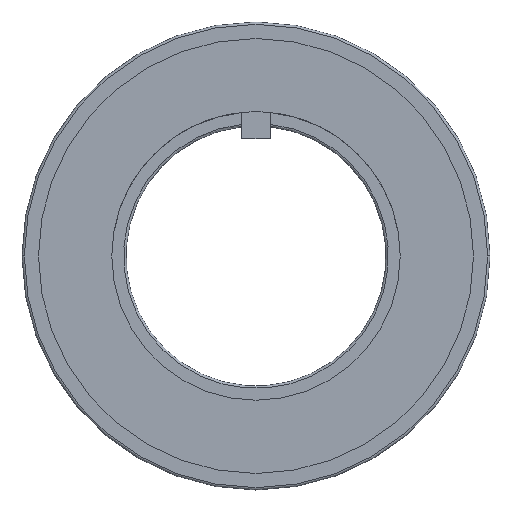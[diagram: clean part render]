
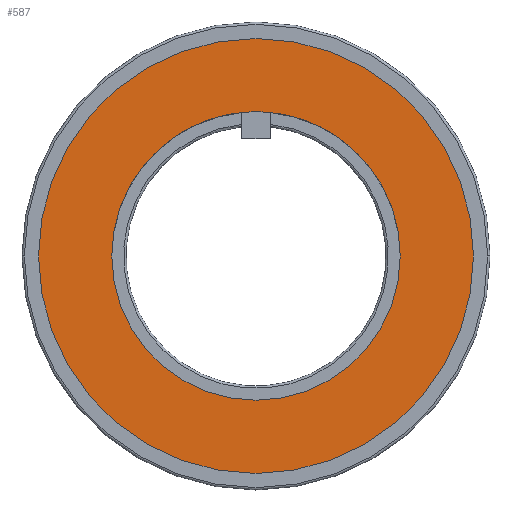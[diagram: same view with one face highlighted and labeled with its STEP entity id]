
A CAD part, front view. The second image highlights one B-rep face of the part: STEP entity #587.
In plain terms, the highlighted planar face has unit normal (0, -1, 0).
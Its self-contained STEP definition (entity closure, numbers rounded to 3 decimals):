
#150=CARTESIAN_POINT('',(0.,0.4,0.));
#151=DIRECTION('',(0.,-1.,0.));
#152=DIRECTION('',(-1.,0.,0.));
#153=AXIS2_PLACEMENT_3D('',#150,#151,#152);
#158=CARTESIAN_POINT('',(0.,0.4,0.));
#159=DIRECTION('',(0.,-1.,0.));
#160=DIRECTION('',(1.,0.,0.));
#161=AXIS2_PLACEMENT_3D('',#158,#159,#160);
#166=CARTESIAN_POINT('',(0.,0.4,0.));
#167=DIRECTION('',(0.,1.,0.));
#168=DIRECTION('',(-1.,0.,0.));
#169=AXIS2_PLACEMENT_3D('',#166,#167,#168);
#174=CARTESIAN_POINT('',(0.,0.4,0.));
#175=DIRECTION('',(0.,1.,0.));
#176=DIRECTION('',(1.,0.,0.));
#177=AXIS2_PLACEMENT_3D('',#174,#175,#176);
#446=CARTESIAN_POINT('',(-18.4,0.4,0.));
#447=CARTESIAN_POINT('',(18.4,0.4,0.));
#448=VERTEX_POINT('',#446);
#449=VERTEX_POINT('',#447);
#450=CARTESIAN_POINT('',(-12.2,0.4,0.));
#451=CARTESIAN_POINT('',(12.2,0.4,0.));
#452=VERTEX_POINT('',#450);
#453=VERTEX_POINT('',#451);
#572=CARTESIAN_POINT('',(0.,0.4,0.));
#573=DIRECTION('',(0.,-1.,0.));
#574=DIRECTION('',(-1.,0.,0.));
#575=AXIS2_PLACEMENT_3D('',#572,#573,#574);
#576=PLANE('',#575);
#577=ORIENTED_EDGE('',*,*,#552,.F.);
#578=ORIENTED_EDGE('',*,*,#566,.F.);
#579=EDGE_LOOP('',(#577,#578));
#580=FACE_OUTER_BOUND('',#579,.F.);
#582=ORIENTED_EDGE('',*,*,#581,.F.);
#584=ORIENTED_EDGE('',*,*,#583,.F.);
#585=EDGE_LOOP('',(#582,#584));
#586=FACE_BOUND('',#585,.F.);
#154=CIRCLE('',#153,18.4);
#162=CIRCLE('',#161,18.4);
#170=CIRCLE('',#169,12.2);
#178=CIRCLE('',#177,12.2);
#552=EDGE_CURVE('',#448,#449,#154,.T.);
#566=EDGE_CURVE('',#449,#448,#162,.T.);
#581=EDGE_CURVE('',#452,#453,#170,.T.);
#583=EDGE_CURVE('',#453,#452,#178,.T.);
#587=ADVANCED_FACE('',(#580,#586),#576,.T.);
